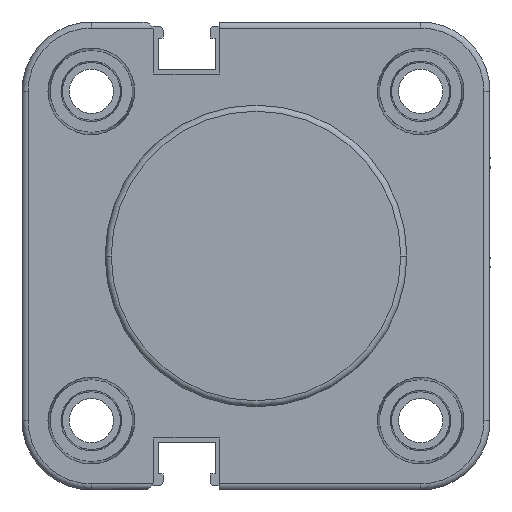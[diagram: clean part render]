
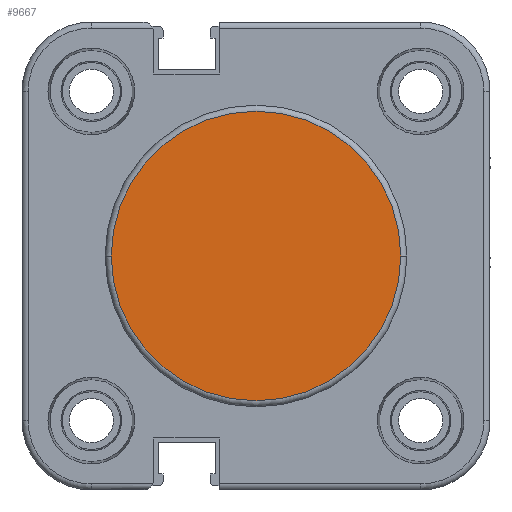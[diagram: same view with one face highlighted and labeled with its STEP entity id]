
A CAD part, front view. The second image highlights one B-rep face of the part: STEP entity #9667.
In plain terms, the highlighted face is planar.
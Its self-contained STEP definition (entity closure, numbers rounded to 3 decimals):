
#617 = EDGE_LOOP ( 'NONE', ( #4431, #12136 ) ) ;
#1317 = CIRCLE ( 'NONE', #11871, 16.7 ) ;
#1414 = DIRECTION ( 'NONE',  ( -1., 0., 0. ) ) ;
#2034 = CIRCLE ( 'NONE', #12790, 16.7 ) ;
#2086 = EDGE_CURVE ( 'NONE', #7364, #5063, #1317, .T. ) ;
#4431 = ORIENTED_EDGE ( 'NONE', *, *, #2086, .T. ) ;
#5063 = VERTEX_POINT ( 'NONE', #14183 ) ;
#5677 = PLANE ( 'NONE',  #13248 ) ;
#6146 = CARTESIAN_POINT ( 'NONE',  ( 0., 0., 0. ) ) ;
#7272 = DIRECTION ( 'NONE',  ( -1., 0., 0. ) ) ;
#7327 = DIRECTION ( 'NONE',  ( 0., -1., 0. ) ) ;
#7364 = VERTEX_POINT ( 'NONE', #8079 ) ;
#8079 = CARTESIAN_POINT ( 'NONE',  ( 0., -16.7, 0. ) ) ;
#8102 = DIRECTION ( 'NONE',  ( 0., -1., 0. ) ) ;
#8277 = FACE_OUTER_BOUND ( 'NONE', #617, .T. ) ;
#9667 = ADVANCED_FACE ( 'NONE', ( #8277 ), #5677, .T. ) ;
#10460 = CARTESIAN_POINT ( 'NONE',  ( 0., 0., 0. ) ) ;
#11871 = AXIS2_PLACEMENT_3D ( 'NONE', #6146, #7272, #7327 ) ;
#12136 = ORIENTED_EDGE ( 'NONE', *, *, #12509, .T. ) ;
#12509 = EDGE_CURVE ( 'NONE', #5063, #7364, #2034, .T. ) ;
#12790 = AXIS2_PLACEMENT_3D ( 'NONE', #13251, #1414, #13194 ) ;
#13194 = DIRECTION ( 'NONE',  ( 0., -1., 0. ) ) ;
#13248 = AXIS2_PLACEMENT_3D ( 'NONE', #10460, #15313, #8102 ) ;
#13251 = CARTESIAN_POINT ( 'NONE',  ( 0., 0., 0. ) ) ;
#14183 = CARTESIAN_POINT ( 'NONE',  ( 0., 16.7, 0. ) ) ;
#15313 = DIRECTION ( 'NONE',  ( -1., 0., 0. ) ) ;
